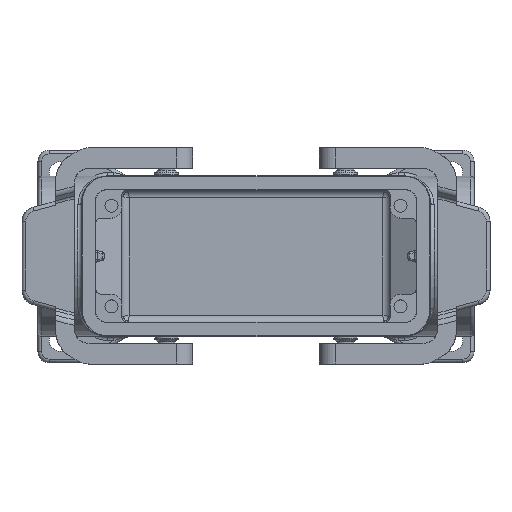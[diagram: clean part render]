
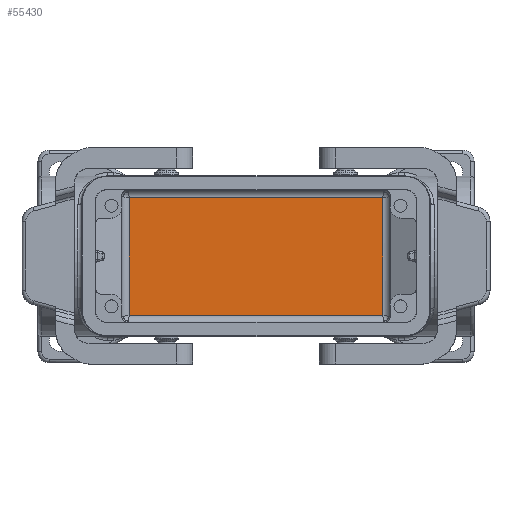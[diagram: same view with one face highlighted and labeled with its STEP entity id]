
A CAD part, top view. The second image highlights one B-rep face of the part: STEP entity #55430.
In plain terms, the highlighted planar face has unit normal (0, 0, 1).
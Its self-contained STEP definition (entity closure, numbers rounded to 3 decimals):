
#55040=CARTESIAN_POINT('',(97.269,40.205,3.));
#55050=DIRECTION('',(0.,0.,1.));
#55060=DIRECTION('',(-1.,0.,0.));
#55070=AXIS2_PLACEMENT_3D('',#55040,#55050,#55060);
#55080=PLANE('',#55070);
#55090=CARTESIAN_POINT('',(107.569,0.,
3.));
#55100=DIRECTION('',(0.,1.,0.));
#55110=VECTOR('',#55100,1.);
#55120=LINE('',#55090,#55110);
#55130=CARTESIAN_POINT('',(107.569,24.455,3.)
);
#55140=VERTEX_POINT('',#55130);
#55150=CARTESIAN_POINT('',(107.569,55.955,3.)
);
#55160=VERTEX_POINT('',#55150);
#55170=EDGE_CURVE('',#55140,#55160,#55120,.T.);
#55180=ORIENTED_EDGE('',*,*,#55170,.T.);
#55190=CARTESIAN_POINT('',(0.,24.455,3.));
#55200=DIRECTION('',(1.,0.,0.));
#55210=VECTOR('',#55200,1.);
#55220=LINE('',#55190,#55210);
#55230=CARTESIAN_POINT('',(39.569,24.455,3.))
;
#55240=VERTEX_POINT('',#55230);
#55250=EDGE_CURVE('',#55240,#55140,#55220,.T.);
#55260=ORIENTED_EDGE('',*,*,#55250,.T.);
#55270=CARTESIAN_POINT('',(39.569,0.,
3.));
#55280=DIRECTION('',(0.,1.,0.));
#55290=VECTOR('',#55280,1.);
#55300=LINE('',#55270,#55290);
#55310=CARTESIAN_POINT('',(39.569,55.955,3.));
#55320=VERTEX_POINT('',#55310);
#55330=EDGE_CURVE('',#55240,#55320,#55300,.T.);
#55340=ORIENTED_EDGE('',*,*,#55330,.F.);
#55350=CARTESIAN_POINT('',(0.,55.955,3.));
#55360=DIRECTION('',(-1.,0.,0.));
#55370=VECTOR('',#55360,1.);
#55380=LINE('',#55350,#55370);
#55390=EDGE_CURVE('',#55160,#55320,#55380,.T.);
#55400=ORIENTED_EDGE('',*,*,#55390,.T.);
#55410=EDGE_LOOP('',(#55400,#55340,#55260,#55180));
#55420=FACE_OUTER_BOUND('',#55410,.T.);
#55430=ADVANCED_FACE('',(#55420),#55080,.T.);
